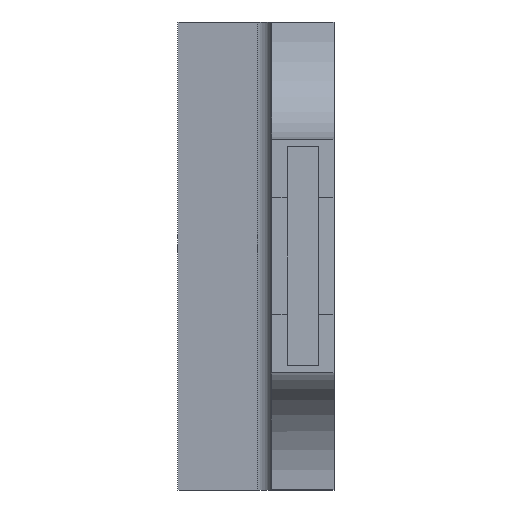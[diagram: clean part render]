
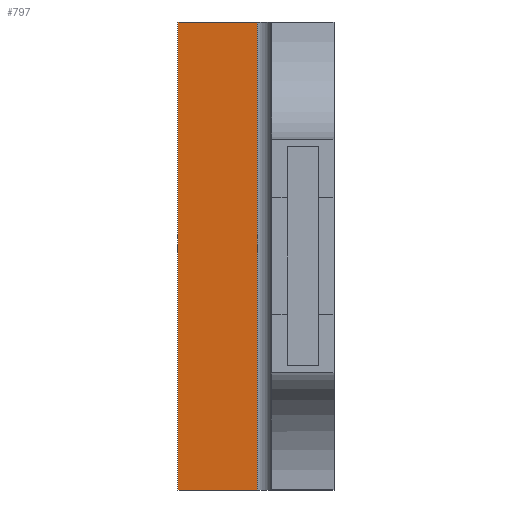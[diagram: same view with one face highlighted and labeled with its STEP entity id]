
A CAD part, left-side view. The second image highlights one B-rep face of the part: STEP entity #797.
In plain terms, the highlighted planar face has unit normal (-0.996, 0.087, 0).
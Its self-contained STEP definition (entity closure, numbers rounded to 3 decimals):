
#102 = LINE ( 'NONE', #677, #1801 ) ;
#139 = CARTESIAN_POINT ( 'NONE',  ( -0.271, 0.1, 0.3 ) ) ;
#437 = DIRECTION ( 'NONE',  ( 0., 0., -1. ) ) ;
#471 = EDGE_CURVE ( 'NONE', #2570, #863, #102, .T. ) ;
#525 = EDGE_CURVE ( 'NONE', #2902, #3272, #1233, .T. ) ;
#647 = DIRECTION ( 'NONE',  ( -0.087, -0.996, 0. ) ) ;
#677 = CARTESIAN_POINT ( 'NONE',  ( -0.28, -0.002, 0.3 ) ) ;
#703 = CARTESIAN_POINT ( 'NONE',  ( -0.28, -0.002, -0.3 ) ) ;
#751 = ORIENTED_EDGE ( 'NONE', *, *, #2214, .F. ) ;
#797 = ADVANCED_FACE ( 'NONE', ( #1406 ), #3165, .F. ) ;
#817 = ORIENTED_EDGE ( 'NONE', *, *, #3024, .T. ) ;
#863 = VERTEX_POINT ( 'NONE', #703 ) ;
#924 = VECTOR ( 'NONE', #991, 1000. ) ;
#991 = DIRECTION ( 'NONE',  ( -0.087, -0.996, 0. ) ) ;
#1065 = CARTESIAN_POINT ( 'NONE',  ( -0.28, -0.002, 0.3 ) ) ;
#1233 = LINE ( 'NONE', #139, #2802 ) ;
#1239 = DIRECTION ( 'NONE',  ( 0.087, 0.996, 0. ) ) ;
#1245 = CARTESIAN_POINT ( 'NONE',  ( -0.28, -0.002, 0.3 ) ) ;
#1295 = ORIENTED_EDGE ( 'NONE', *, *, #471, .F. ) ;
#1380 = ORIENTED_EDGE ( 'NONE', *, *, #525, .T. ) ;
#1406 = FACE_OUTER_BOUND ( 'NONE', #3413, .T. ) ;
#1522 = CARTESIAN_POINT ( 'NONE',  ( -0.28, -0.002, 0.3 ) ) ;
#1801 = VECTOR ( 'NONE', #3219, 1000. ) ;
#2035 = LINE ( 'NONE', #1245, #924 ) ;
#2048 = DIRECTION ( 'NONE',  ( 0.996, -0.087, 0. ) ) ;
#2171 = CARTESIAN_POINT ( 'NONE',  ( -0.271, 0.1, -0.3 ) ) ;
#2214 = EDGE_CURVE ( 'NONE', #2902, #2570, #2035, .T. ) ;
#2342 = AXIS2_PLACEMENT_3D ( 'NONE', #1522, #2048, #1239 ) ;
#2570 = VERTEX_POINT ( 'NONE', #1065 ) ;
#2802 = VECTOR ( 'NONE', #437, 1000. ) ;
#2902 = VERTEX_POINT ( 'NONE', #3367 ) ;
#3024 = EDGE_CURVE ( 'NONE', #3272, #863, #3357, .T. ) ;
#3165 = PLANE ( 'NONE',  #2342 ) ;
#3172 = CARTESIAN_POINT ( 'NONE',  ( -0.28, -0.002, -0.3 ) ) ;
#3219 = DIRECTION ( 'NONE',  ( 0., 0., -1. ) ) ;
#3272 = VERTEX_POINT ( 'NONE', #2171 ) ;
#3357 = LINE ( 'NONE', #3172, #3400 ) ;
#3367 = CARTESIAN_POINT ( 'NONE',  ( -0.271, 0.1, 0.3 ) ) ;
#3400 = VECTOR ( 'NONE', #647, 1000. ) ;
#3413 = EDGE_LOOP ( 'NONE', ( #817, #1295, #751, #1380 ) ) ;
